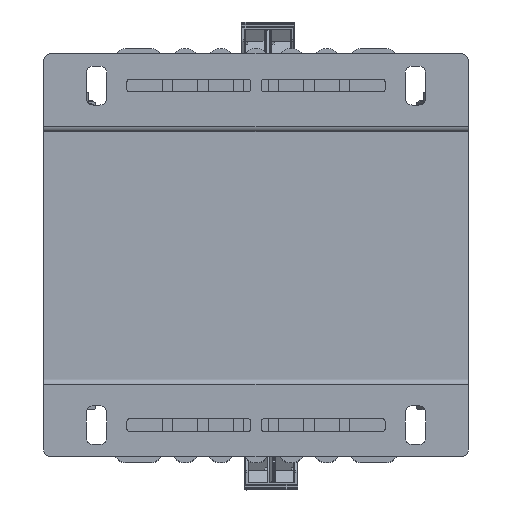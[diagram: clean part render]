
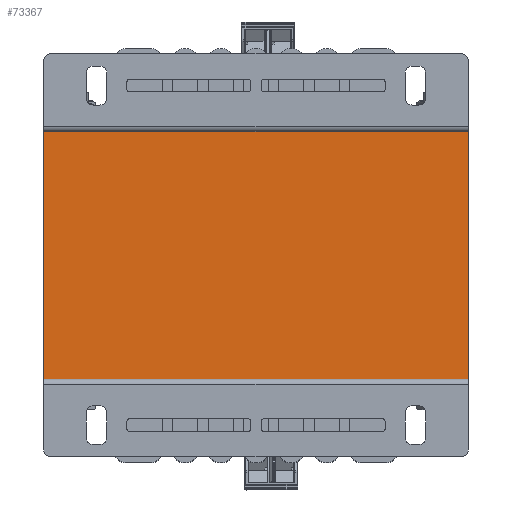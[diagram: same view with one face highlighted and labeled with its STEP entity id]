
A CAD part, top view. The second image highlights one B-rep face of the part: STEP entity #73367.
In plain terms, the highlighted planar face has unit normal (0, 0, 1).
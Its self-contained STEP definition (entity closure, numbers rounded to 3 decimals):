
#2421=FACE_OUTER_BOUND('',#6168,.T.);
#6168=EDGE_LOOP('',(#45725,#45726,#45727,#45728));
#10069=LINE('',#101220,#19203);
#10103=LINE('',#101304,#19237);
#10105=LINE('',#101308,#19239);
#10106=LINE('',#101309,#19240);
#19203=VECTOR('',#82294,1.);
#19237=VECTOR('',#82372,1.);
#19239=VECTOR('',#82376,1.);
#19240=VECTOR('',#82377,1.);
#28336=VERTEX_POINT('',#101216);
#28338=VERTEX_POINT('',#101219);
#28366=VERTEX_POINT('',#101303);
#28367=VERTEX_POINT('',#101307);
#35170=EDGE_CURVE('',#28338,#28336,#10069,.T.);
#35212=EDGE_CURVE('',#28366,#28338,#10103,.T.);
#35214=EDGE_CURVE('',#28367,#28336,#10105,.T.);
#35215=EDGE_CURVE('',#28367,#28366,#10106,.T.);
#45725=ORIENTED_EDGE('',*,*,#35214,.F.);
#45726=ORIENTED_EDGE('',*,*,#35215,.T.);
#45727=ORIENTED_EDGE('',*,*,#35212,.T.);
#45728=ORIENTED_EDGE('',*,*,#35170,.T.);
#66632=PLANE('',#77416);
#73367=ADVANCED_FACE('',(#2421),#66632,.T.);
#77416=AXIS2_PLACEMENT_3D('',#101306,#82374,#82375);
#82294=DIRECTION('',(1.,0.,0.));
#82372=DIRECTION('',(0.,-1.,0.));
#82374=DIRECTION('center_axis',(0.,0.,1.));
#82375=DIRECTION('ref_axis',(0.,-1.,0.));
#82376=DIRECTION('',(0.,-1.,0.));
#82377=DIRECTION('',(-1.,0.,0.));
#101216=CARTESIAN_POINT('',(514.76,18.348,67.5));
#101219=CARTESIAN_POINT('',(394.76,18.348,67.5));
#101220=CARTESIAN_POINT('',(514.76,18.348,67.5));
#101303=CARTESIAN_POINT('',(394.76,88.348,67.5));
#101304=CARTESIAN_POINT('',(394.76,88.348,67.5));
#101306=CARTESIAN_POINT('Origin',(394.76,88.348,67.5));
#101307=CARTESIAN_POINT('',(514.76,88.348,67.5));
#101308=CARTESIAN_POINT('',(514.76,88.348,67.5));
#101309=CARTESIAN_POINT('',(514.76,88.348,67.5));
